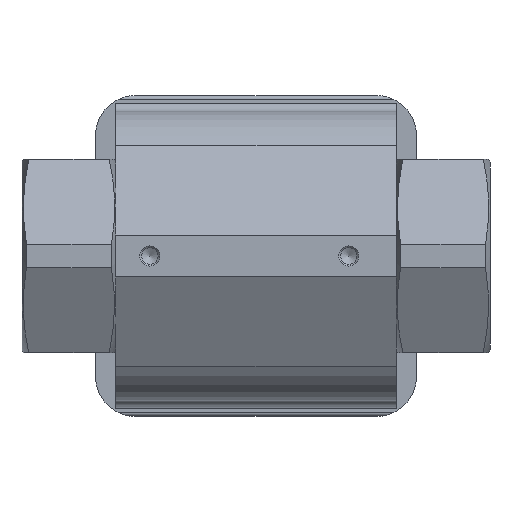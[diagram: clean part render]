
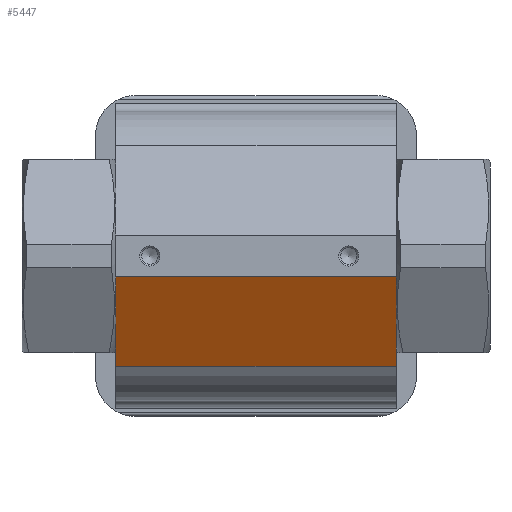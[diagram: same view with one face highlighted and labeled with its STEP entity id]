
A CAD part, front view. The second image highlights one B-rep face of the part: STEP entity #5447.
In plain terms, the highlighted planar face has unit normal (0, -0.866, -0.5).
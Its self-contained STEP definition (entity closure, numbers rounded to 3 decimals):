
#40=B_SPLINE_CURVE_WITH_KNOTS('',3,(#7403,#7404,#7405,#7406),
 .UNSPECIFIED.,.F.,.F.,(4,4),(0.,0.001),
 .UNSPECIFIED.);
#41=B_SPLINE_CURVE_WITH_KNOTS('',3,(#7407,#7408,#7409,#7410),
 .UNSPECIFIED.,.F.,.F.,(4,4),(0.016,0.017),
 .UNSPECIFIED.);
#50=B_SPLINE_CURVE_WITH_KNOTS('',3,(#7525,#7526,#7527,#7528),
 .UNSPECIFIED.,.F.,.F.,(4,4),(0.016,0.017),
 .UNSPECIFIED.);
#51=B_SPLINE_CURVE_WITH_KNOTS('',3,(#7529,#7530,#7531,#7532),
 .UNSPECIFIED.,.F.,.F.,(4,4),(0.,0.001),
 .UNSPECIFIED.);
#183=LINE('',#7290,#551);
#185=LINE('',#7295,#553);
#195=LINE('',#7318,#563);
#201=LINE('',#7337,#569);
#225=LINE('',#7520,#593);
#226=LINE('',#7522,#594);
#227=LINE('',#7523,#595);
#228=LINE('',#7534,#596);
#551=VECTOR('',#6216,1000.);
#553=VECTOR('',#6220,1000.);
#563=VECTOR('',#6240,1000.);
#569=VECTOR('',#6256,1000.);
#593=VECTOR('',#6346,1000.);
#594=VECTOR('',#6349,1000.);
#595=VECTOR('',#6350,1000.);
#596=VECTOR('',#6351,1000.);
#895=PLANE('',#5725);
#1349=ORIENTED_EDGE('',*,*,#2265,.F.);
#1350=ORIENTED_EDGE('',*,*,#2302,.T.);
#1351=ORIENTED_EDGE('',*,*,#2248,.F.);
#1352=ORIENTED_EDGE('',*,*,#2303,.F.);
#1353=ORIENTED_EDGE('',*,*,#2304,.F.);
#1354=ORIENTED_EDGE('',*,*,#2301,.F.);
#1355=ORIENTED_EDGE('',*,*,#2305,.F.);
#1356=ORIENTED_EDGE('',*,*,#2306,.F.);
#1357=ORIENTED_EDGE('',*,*,#2228,.T.);
#1358=ORIENTED_EDGE('',*,*,#2239,.T.);
#1359=ORIENTED_EDGE('',*,*,#2266,.F.);
#1360=ORIENTED_EDGE('',*,*,#2226,.F.);
#2226=EDGE_CURVE('',#2748,#2747,#183,.T.);
#2228=EDGE_CURVE('',#2751,#2750,#185,.T.);
#2239=EDGE_CURVE('',#2750,#2759,#195,.T.);
#2248=EDGE_CURVE('',#2766,#2765,#201,.T.);
#2265=EDGE_CURVE('',#2779,#2748,#40,.T.);
#2266=EDGE_CURVE('',#2747,#2759,#41,.T.);
#2301=EDGE_CURVE('',#2802,#2803,#225,.T.);
#2302=EDGE_CURVE('',#2779,#2765,#226,.T.);
#2303=EDGE_CURVE('',#2804,#2766,#227,.T.);
#2304=EDGE_CURVE('',#2803,#2804,#50,.T.);
#2305=EDGE_CURVE('',#2805,#2802,#51,.T.);
#2306=EDGE_CURVE('',#2751,#2805,#228,.T.);
#2747=VERTEX_POINT('',#7288);
#2748=VERTEX_POINT('',#7289);
#2750=VERTEX_POINT('',#7294);
#2751=VERTEX_POINT('',#7296);
#2759=VERTEX_POINT('',#7319);
#2765=VERTEX_POINT('',#7334);
#2766=VERTEX_POINT('',#7336);
#2779=VERTEX_POINT('',#7402);
#2802=VERTEX_POINT('',#7518);
#2803=VERTEX_POINT('',#7519);
#2804=VERTEX_POINT('',#7524);
#2805=VERTEX_POINT('',#7533);
#3271=EDGE_LOOP('',(#1349,#1350,#1351,#1352,#1353,#1354,#1355,#1356,#1357,
#1358,#1359,#1360));
#3559=FACE_BOUND('',#3271,.T.);
#5447=ADVANCED_FACE('',(#3559),#895,.F.);
#5725=AXIS2_PLACEMENT_3D('',#7521,#6347,#6348);
#6216=DIRECTION('',(0.,-0.5,0.866));
#6220=DIRECTION('',(-1.,0.,0.));
#6240=DIRECTION('',(0.,0.5,-0.866));
#6256=DIRECTION('',(-1.,0.,0.));
#6346=DIRECTION('',(0.,0.5,-0.866));
#6347=DIRECTION('',(0.,0.866,0.5));
#6348=DIRECTION('',(0.,-0.5,0.866));
#6349=DIRECTION('',(0.,0.5,-0.866));
#6350=DIRECTION('',(0.,0.5,-0.866));
#6351=DIRECTION('',(0.,0.5,-0.866));
#7288=CARTESIAN_POINT('',(-41.9,-27.101,-7.037));
#7289=CARTESIAN_POINT('',(-41.9,-19.645,-19.952));
#7290=CARTESIAN_POINT('',(-41.9,-27.7,-6.));
#7294=CARTESIAN_POINT('',(-42.,-27.7,-6.));
#7295=CARTESIAN_POINT('',(42.,-27.7,-6.));
#7296=CARTESIAN_POINT('',(42.,-27.7,-6.));
#7318=CARTESIAN_POINT('',(-42.,-27.7,-6.));
#7319=CARTESIAN_POINT('',(-42.,-27.588,-6.194));
#7334=CARTESIAN_POINT('',(-42.,-12.103,-33.015));
#7336=CARTESIAN_POINT('',(42.,-12.103,-33.015));
#7337=CARTESIAN_POINT('',(42.,-12.103,-33.015));
#7402=CARTESIAN_POINT('',(-42.,-19.158,-20.795));
#7403=CARTESIAN_POINT('',(-42.,-19.158,-20.795));
#7404=CARTESIAN_POINT('',(-41.965,-19.32,-20.514));
#7405=CARTESIAN_POINT('',(-41.931,-19.483,-20.233));
#7406=CARTESIAN_POINT('',(-41.9,-19.645,-19.952));
#7407=CARTESIAN_POINT('',(-41.9,-27.101,-7.037));
#7408=CARTESIAN_POINT('',(-41.931,-27.264,-6.756));
#7409=CARTESIAN_POINT('',(-41.965,-27.426,-6.475));
#7410=CARTESIAN_POINT('',(-42.,-27.588,-6.194));
#7518=CARTESIAN_POINT('',(41.9,-27.101,-7.037));
#7519=CARTESIAN_POINT('',(41.9,-19.645,-19.952));
#7520=CARTESIAN_POINT('',(41.9,-27.7,-6.));
#7521=CARTESIAN_POINT('',(42.,-27.7,-6.));
#7522=CARTESIAN_POINT('',(-42.,-27.7,-6.));
#7523=CARTESIAN_POINT('',(42.,-27.7,-6.));
#7524=CARTESIAN_POINT('',(42.,-19.158,-20.795));
#7525=CARTESIAN_POINT('',(41.9,-19.645,-19.952));
#7526=CARTESIAN_POINT('',(41.931,-19.483,-20.233));
#7527=CARTESIAN_POINT('',(41.965,-19.32,-20.514));
#7528=CARTESIAN_POINT('',(42.,-19.158,-20.795));
#7529=CARTESIAN_POINT('',(42.,-27.588,-6.194));
#7530=CARTESIAN_POINT('',(41.965,-27.426,-6.475));
#7531=CARTESIAN_POINT('',(41.931,-27.264,-6.756));
#7532=CARTESIAN_POINT('',(41.9,-27.101,-7.037));
#7533=CARTESIAN_POINT('',(42.,-27.588,-6.194));
#7534=CARTESIAN_POINT('',(42.,-27.7,-6.));
